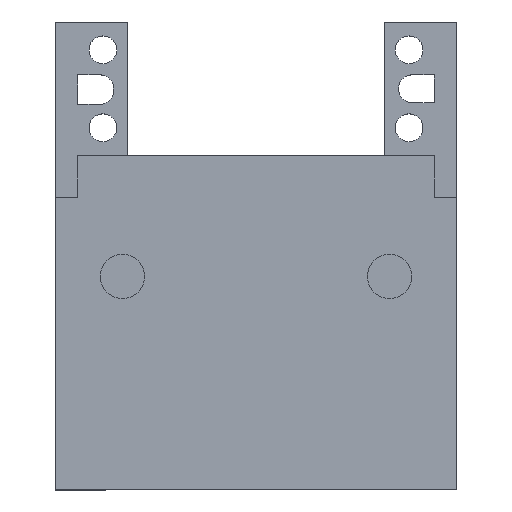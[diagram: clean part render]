
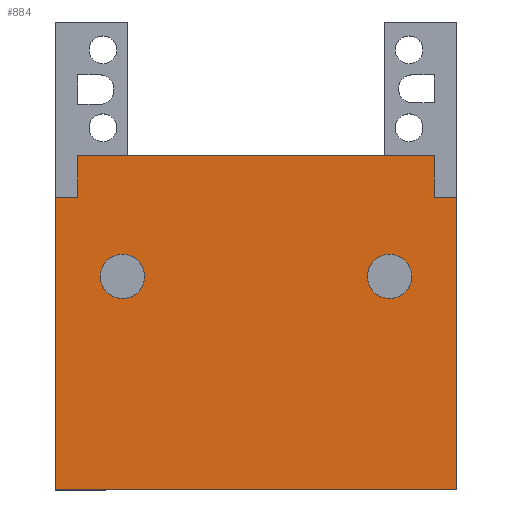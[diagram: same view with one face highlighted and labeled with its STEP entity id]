
A CAD part, top view. The second image highlights one B-rep face of the part: STEP entity #884.
In plain terms, the highlighted planar face has unit normal (0, 0, 1).
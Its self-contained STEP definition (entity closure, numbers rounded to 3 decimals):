
#55=FACE_BOUND('',#144,.T.);
#56=FACE_BOUND('',#145,.T.);
#74=CIRCLE('',#954,2.);
#75=CIRCLE('',#955,2.);
#98=FACE_OUTER_BOUND('',#143,.T.);
#143=EDGE_LOOP('',(#628,#629,#630,#631,#632,#633,#634,#635,#636,#637));
#144=EDGE_LOOP('',(#638));
#145=EDGE_LOOP('',(#639));
#197=LINE('',#1251,#297);
#201=LINE('',#1260,#301);
#213=LINE('',#1292,#313);
#215=LINE('',#1296,#315);
#216=LINE('',#1298,#316);
#217=LINE('',#1300,#317);
#218=LINE('',#1301,#318);
#219=LINE('',#1303,#319);
#220=LINE('',#1305,#320);
#221=LINE('',#1306,#321);
#297=VECTOR('',#1016,10.);
#301=VECTOR('',#1022,10.);
#313=VECTOR('',#1046,10.);
#315=VECTOR('',#1050,10.);
#316=VECTOR('',#1051,10.);
#317=VECTOR('',#1052,10.);
#318=VECTOR('',#1053,10.);
#319=VECTOR('',#1054,10.);
#320=VECTOR('',#1055,10.);
#321=VECTOR('',#1056,10.);
#396=VERTEX_POINT('',#1247);
#398=VERTEX_POINT('',#1250);
#400=VERTEX_POINT('',#1256);
#402=VERTEX_POINT('',#1259);
#416=VERTEX_POINT('',#1291);
#417=VERTEX_POINT('',#1295);
#418=VERTEX_POINT('',#1297);
#419=VERTEX_POINT('',#1299);
#420=VERTEX_POINT('',#1302);
#421=VERTEX_POINT('',#1304);
#422=VERTEX_POINT('',#1307);
#423=VERTEX_POINT('',#1309);
#479=EDGE_CURVE('',#398,#396,#197,.T.);
#483=EDGE_CURVE('',#402,#400,#201,.T.);
#499=EDGE_CURVE('',#416,#402,#213,.T.);
#501=EDGE_CURVE('',#417,#396,#215,.T.);
#502=EDGE_CURVE('',#418,#417,#216,.T.);
#503=EDGE_CURVE('',#418,#419,#217,.T.);
#504=EDGE_CURVE('',#416,#419,#218,.T.);
#505=EDGE_CURVE('',#420,#400,#219,.T.);
#506=EDGE_CURVE('',#421,#420,#220,.T.);
#507=EDGE_CURVE('',#398,#421,#221,.T.);
#508=EDGE_CURVE('',#422,#422,#74,.T.);
#509=EDGE_CURVE('',#423,#423,#75,.T.);
#628=ORIENTED_EDGE('',*,*,#501,.F.);
#629=ORIENTED_EDGE('',*,*,#502,.F.);
#630=ORIENTED_EDGE('',*,*,#503,.T.);
#631=ORIENTED_EDGE('',*,*,#504,.F.);
#632=ORIENTED_EDGE('',*,*,#499,.T.);
#633=ORIENTED_EDGE('',*,*,#483,.T.);
#634=ORIENTED_EDGE('',*,*,#505,.F.);
#635=ORIENTED_EDGE('',*,*,#506,.F.);
#636=ORIENTED_EDGE('',*,*,#507,.F.);
#637=ORIENTED_EDGE('',*,*,#479,.T.);
#638=ORIENTED_EDGE('',*,*,#508,.T.);
#639=ORIENTED_EDGE('',*,*,#509,.T.);
#854=PLANE('',#953);
#884=ADVANCED_FACE('',(#98,#55,#56),#854,.T.);
#953=AXIS2_PLACEMENT_3D('',#1294,#1048,#1049);
#954=AXIS2_PLACEMENT_3D('',#1308,#1057,#1058);
#955=AXIS2_PLACEMENT_3D('',#1310,#1059,#1060);
#1016=DIRECTION('',(-1.,0.,0.));
#1022=DIRECTION('',(-1.,0.,0.));
#1046=DIRECTION('',(0.,-1.,0.));
#1048=DIRECTION('center_axis',(0.,0.,
1.));
#1049=DIRECTION('ref_axis',(-1.,0.,0.));
#1050=DIRECTION('',(0.,-1.,0.));
#1051=DIRECTION('',(1.,0.,0.));
#1052=DIRECTION('',(-1.,0.,0.));
#1053=DIRECTION('',(1.,0.,0.));
#1054=DIRECTION('',(0.,1.,0.));
#1055=DIRECTION('',(-1.,0.,0.));
#1056=DIRECTION('',(0.,-1.,0.));
#1057=DIRECTION('center_axis',(0.,0.,
-1.));
#1058=DIRECTION('ref_axis',(-1.,0.,0.));
#1059=DIRECTION('center_axis',(0.,0.,
-1.));
#1060=DIRECTION('ref_axis',(-1.,0.,0.));
#1247=CARTESIAN_POINT('',(16.,25.147,73.049));
#1250=CARTESIAN_POINT('',(18.,25.147,73.049));
#1251=CARTESIAN_POINT('',(18.,25.147,73.049));
#1256=CARTESIAN_POINT('',(-18.,25.147,73.049));
#1259=CARTESIAN_POINT('',(-16.,25.147,73.049));
#1260=CARTESIAN_POINT('',(18.,25.147,73.049));
#1291=CARTESIAN_POINT('',(-16.,28.897,73.049));
#1292=CARTESIAN_POINT('',(-16.,28.897,73.049));
#1294=CARTESIAN_POINT('Origin',(16.,28.897,73.049));
#1295=CARTESIAN_POINT('',(16.,28.897,73.049));
#1296=CARTESIAN_POINT('',(16.,28.897,73.049));
#1297=CARTESIAN_POINT('',(11.5,28.897,73.049));
#1298=CARTESIAN_POINT('',(16.,28.897,73.049));
#1299=CARTESIAN_POINT('',(-11.5,28.897,73.049));
#1300=CARTESIAN_POINT('',(30.078,28.897,73.049));
#1301=CARTESIAN_POINT('',(2.25,28.897,73.049));
#1302=CARTESIAN_POINT('',(-18.,-1.103,73.049));
#1303=CARTESIAN_POINT('',(-18.,22.522,73.049));
#1304=CARTESIAN_POINT('',(18.,-1.103,73.049));
#1305=CARTESIAN_POINT('',(9.,-1.103,73.049));
#1306=CARTESIAN_POINT('',(18.,22.522,73.049));
#1307=CARTESIAN_POINT('',(14.,18.049,73.049));
#1308=CARTESIAN_POINT('Origin',(12.,18.049,73.049));
#1309=CARTESIAN_POINT('',(-10.,18.049,73.049));
#1310=CARTESIAN_POINT('Origin',(-12.,18.049,73.049));
